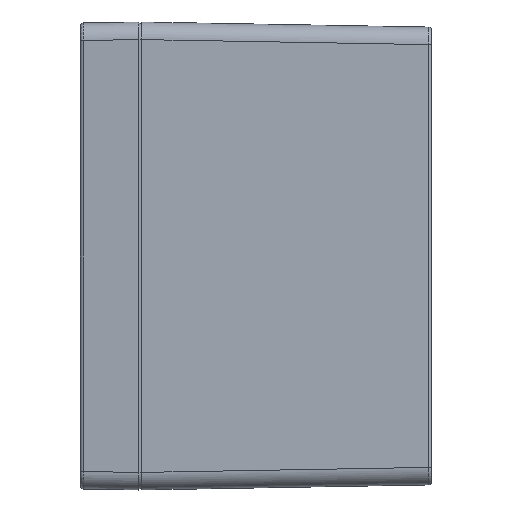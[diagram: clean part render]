
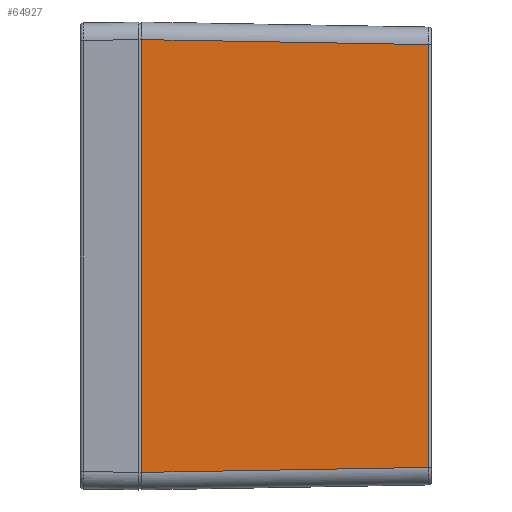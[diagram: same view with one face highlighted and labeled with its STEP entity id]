
A CAD part, left-side view. The second image highlights one B-rep face of the part: STEP entity #64927.
In plain terms, the highlighted planar face has unit normal (-1, -0.018, 0).
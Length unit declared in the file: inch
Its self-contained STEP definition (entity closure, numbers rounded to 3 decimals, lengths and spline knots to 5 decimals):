
#846 = DIRECTION ( 'NONE',  ( 0., 0., 1. ) ) ;
#1030 = EDGE_CURVE ( 'NONE', #32661, #46943, #45891, .T. ) ;
#5516 = CARTESIAN_POINT ( 'NONE',  ( -4.72372, -0.03937, 2.91273 ) ) ;
#7647 = LINE ( 'NONE', #55885, #24563 ) ;
#12826 = CARTESIAN_POINT ( 'NONE',  ( -4.65636, -3.89832, 0. ) ) ;
#17480 = CARTESIAN_POINT ( 'NONE',  ( -4.72372, -0.03937, 2.91273 ) ) ;
#18320 = DIRECTION ( 'NONE',  ( 0.017, -1., -0.017 ) ) ;
#21402 = ORIENTED_EDGE ( 'NONE', *, *, #44478, .T. ) ;
#24563 = VECTOR ( 'NONE', #846, 39.37008 ) ;
#26171 = AXIS2_PLACEMENT_3D ( 'NONE', #17480, #81355, #85561 ) ;
#26597 = EDGE_LOOP ( 'NONE', ( #31816, #50093, #36973, #21402 ) ) ;
#30444 = VECTOR ( 'NONE', #54110, 39.37008 ) ;
#31816 = ORIENTED_EDGE ( 'NONE', *, *, #1030, .F. ) ;
#32661 = VERTEX_POINT ( 'NONE', #51669 ) ;
#36973 = ORIENTED_EDGE ( 'NONE', *, *, #50027, .F. ) ;
#37327 = PLANE ( 'NONE',  #26171 ) ;
#44478 = EDGE_CURVE ( 'NONE', #63065, #46943, #65862, .T. ) ;
#45589 = CARTESIAN_POINT ( 'NONE',  ( -4.72372, -0.03937, -2.91273 ) ) ;
#45891 = LINE ( 'NONE', #12826, #76274 ) ;
#46943 = VERTEX_POINT ( 'NONE', #85728 ) ;
#50027 = EDGE_CURVE ( 'NONE', #63065, #77629, #7647, .T. ) ;
#50093 = ORIENTED_EDGE ( 'NONE', *, *, #74110, .F. ) ;
#51669 = CARTESIAN_POINT ( 'NONE',  ( -4.65636, -3.89832, 2.84538 ) ) ;
#53870 = FACE_OUTER_BOUND ( 'NONE', #26597, .T. ) ;
#54110 = DIRECTION ( 'NONE',  ( 0.017, -1., 0.017 ) ) ;
#55885 = CARTESIAN_POINT ( 'NONE',  ( -4.72372, -0.03937, 0. ) ) ;
#60237 = LINE ( 'NONE', #79187, #82916 ) ;
#61101 = DIRECTION ( 'NONE',  ( 0., 0., -1. ) ) ;
#63065 = VERTEX_POINT ( 'NONE', #63072 ) ;
#63072 = CARTESIAN_POINT ( 'NONE',  ( -4.72372, -0.03937, -2.91273 ) ) ;
#64927 = ADVANCED_FACE ( 'NONE', ( #53870 ), #37327, .T. ) ;
#65862 = LINE ( 'NONE', #45589, #30444 ) ;
#74110 = EDGE_CURVE ( 'NONE', #77629, #32661, #60237, .T. ) ;
#76274 = VECTOR ( 'NONE', #61101, 39.37008 ) ;
#77629 = VERTEX_POINT ( 'NONE', #5516 ) ;
#79187 = CARTESIAN_POINT ( 'NONE',  ( -4.69006, -1.96777, 2.87907 ) ) ;
#81355 = DIRECTION ( 'NONE',  ( -1., -0.017, 0. ) ) ;
#82916 = VECTOR ( 'NONE', #18320, 39.37008 ) ;
#85561 = DIRECTION ( 'NONE',  ( 0., 0., -1. ) ) ;
#85728 = CARTESIAN_POINT ( 'NONE',  ( -4.65636, -3.89832, -2.84538 ) ) ;
